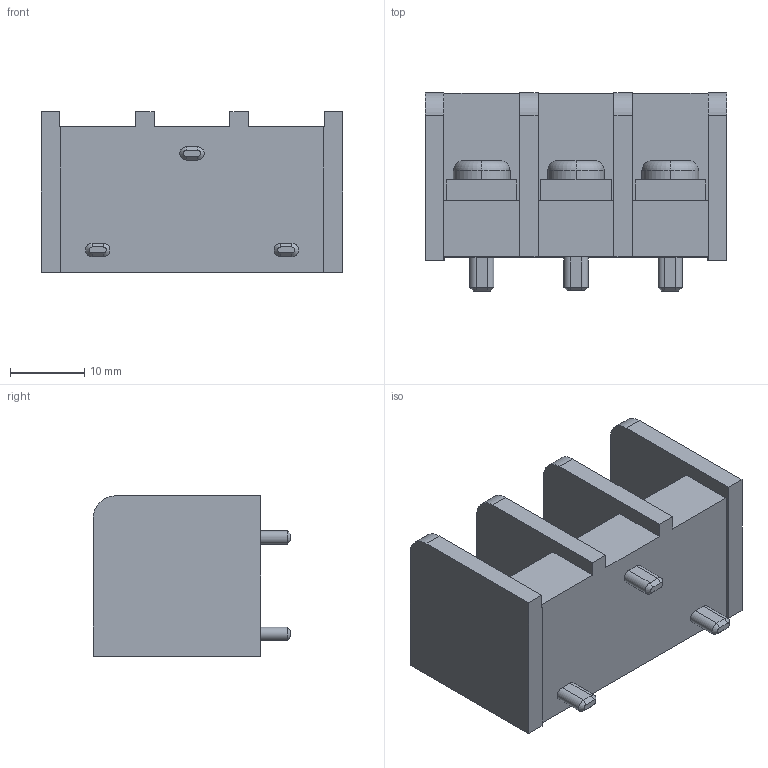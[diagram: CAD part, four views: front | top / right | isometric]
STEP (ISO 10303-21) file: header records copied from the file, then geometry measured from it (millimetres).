
FILE_DESCRIPTION((''),'2;1');
FILE_NAME('389690003','2014-12-29T',('me'),(''),'PRO/ENGINEER BY PARAMETRIC TECHNOLOGY CORPORATION, 2011490','PRO/ENGINEER BY PARAMETRIC TECHNOLOGY CORPORATION, 2011490','');
FILE_SCHEMA(('CONFIG_CONTROL_DESIGN'));
Length unit declared in the file: inch
Products named in the file (1): 389690003
Bounding box: 40.64 x 26.67 x 21.59 mm (x, y, z)
Volume: 11374.6 mm3; surface area: 6835 mm2
Topology: 1 solids, 1 shells, 117 faces, 309 edges, 206 vertices
Faces by surface type: plane 85, cylinder 20, torus 6, cone 6
Entity records: 3715 total; most frequent: CARTESIAN_POINT 731, DIRECTION 609, ORIENTED_EDGE 600, EDGE_CURVE 300, VECTOR 221, LINE 221, AXIS2_PLACEMENT_3D 194, VERTEX_POINT 194
